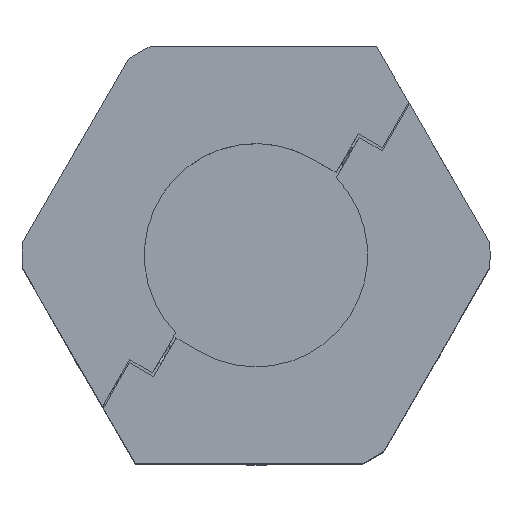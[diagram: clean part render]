
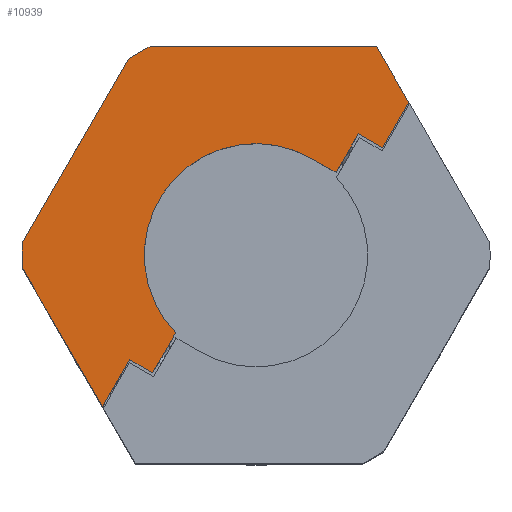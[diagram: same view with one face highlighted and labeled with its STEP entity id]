
A CAD part, top view. The second image highlights one B-rep face of the part: STEP entity #10939.
In plain terms, the highlighted planar face has unit normal (0, 0, 1).
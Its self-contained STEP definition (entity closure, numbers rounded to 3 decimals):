
#100 = CARTESIAN_POINT ( 'NONE',  ( -11., 0., 16. ) ) ;
#647 = CIRCLE ( 'NONE', #35452, 8. ) ;
#1553 = ORIENTED_EDGE ( 'NONE', *, *, #29629, .F. ) ;
#1673 = CARTESIAN_POINT ( 'NONE',  ( 9.154, 14.046, 16. ) ) ;
#1766 = LINE ( 'NONE', #40082, #4109 ) ;
#1820 = EDGE_CURVE ( 'NONE', #29977, #26098, #23761, .T. ) ;
#2115 = CARTESIAN_POINT ( 'NONE',  ( 11.2, -4., 16. ) ) ;
#2126 = EDGE_CURVE ( 'NONE', #13547, #43763, #25667, .T. ) ;
#3970 = VERTEX_POINT ( 'NONE', #51819 ) ;
#4109 = VECTOR ( 'NONE', #40394, 1000. ) ;
#4728 = AXIS2_PLACEMENT_3D ( 'NONE', #22158, #7514, #16868 ) ;
#6576 = ORIENTED_EDGE ( 'NONE', *, *, #51872, .T. ) ;
#7011 = LINE ( 'NONE', #20433, #18720 ) ;
#7062 = EDGE_CURVE ( 'NONE', #17565, #32156, #19346, .T. ) ;
#7260 = LINE ( 'NONE', #21294, #38305 ) ;
#7270 = ORIENTED_EDGE ( 'NONE', *, *, #9122, .F. ) ;
#7483 = ORIENTED_EDGE ( 'NONE', *, *, #7062, .F. ) ;
#7514 = DIRECTION ( 'NONE',  ( 0., 0., 1. ) ) ;
#9122 = EDGE_CURVE ( 'NONE', #43144, #31291, #1766, .T. ) ;
#9780 = PLANE ( 'NONE',  #20172 ) ;
#10164 = VECTOR ( 'NONE', #17947, 1000. ) ;
#10920 = VECTOR ( 'NONE', #29586, 1000. ) ;
#10939 = ADVANCED_FACE ( 'NONE', ( #52439 ), #9780, .T. ) ;
#11739 = CARTESIAN_POINT ( 'NONE',  ( 8., -2., 16. ) ) ;
#12674 = LINE ( 'NONE', #21112, #49845 ) ;
#13547 = VERTEX_POINT ( 'NONE', #11739 ) ;
#14712 = DIRECTION ( 'NONE',  ( -1., 0., 0. ) ) ;
#14977 = CARTESIAN_POINT ( 'NONE',  ( -5.799, 2.2, 16. ) ) ;
#15619 = VERTEX_POINT ( 'NONE', #2115 ) ;
#15720 = DIRECTION ( 'NONE',  ( 0., 1., 0. ) ) ;
#16370 = DIRECTION ( 'NONE',  ( 1., 0., 0. ) ) ;
#16868 = DIRECTION ( 'NONE',  ( 1., 0., 0. ) ) ;
#17203 = ORIENTED_EDGE ( 'NONE', *, *, #27670, .F. ) ;
#17472 = EDGE_CURVE ( 'NONE', #17565, #23287, #32582, .T. ) ;
#17565 = VERTEX_POINT ( 'NONE', #43495 ) ;
#17947 = DIRECTION ( 'NONE',  ( -0.5, 0.866, 0. ) ) ;
#17982 = VECTOR ( 'NONE', #38359, 1000. ) ;
#18508 = ORIENTED_EDGE ( 'NONE', *, *, #2126, .F. ) ;
#18720 = VECTOR ( 'NONE', #21361, 1000. ) ;
#18873 = CARTESIAN_POINT ( 'NONE',  ( 10.072, 12.455, 16. ) ) ;
#19080 = DIRECTION ( 'NONE',  ( 0., 1., 0. ) ) ;
#19346 = LINE ( 'NONE', #38660, #17982 ) ;
#19420 = DIRECTION ( 'NONE',  ( 0., 0., 1. ) ) ;
#19840 = ORIENTED_EDGE ( 'NONE', *, *, #50083, .T. ) ;
#20172 = AXIS2_PLACEMENT_3D ( 'NONE', #43126, #19420, #38437 ) ;
#20382 = VERTEX_POINT ( 'NONE', #44322 ) ;
#20433 = CARTESIAN_POINT ( 'NONE',  ( 0., 4.1, 16. ) ) ;
#21112 = CARTESIAN_POINT ( 'NONE',  ( 7.587, 14.95, 16. ) ) ;
#21294 = CARTESIAN_POINT ( 'NONE',  ( 0., -2., 16. ) ) ;
#21361 = DIRECTION ( 'NONE',  ( -1., 0., 0. ) ) ;
#21894 = EDGE_LOOP ( 'NONE', ( #18508, #1553, #49199, #38766, #7483, #23580, #58977, #6576, #49947, #7270, #17203, #34621, #19840, #34849 ) ) ;
#22158 = CARTESIAN_POINT ( 'NONE',  ( 0., 0., 16. ) ) ;
#23287 = VERTEX_POINT ( 'NONE', #1673 ) ;
#23321 = DIRECTION ( 'NONE',  ( 0., 0., 1. ) ) ;
#23580 = ORIENTED_EDGE ( 'NONE', *, *, #17472, .T. ) ;
#23761 = LINE ( 'NONE', #100, #52507 ) ;
#23806 = CARTESIAN_POINT ( 'NONE',  ( -7.692, 2.2, 16. ) ) ;
#25347 = DIRECTION ( 'NONE',  ( -1., 0., 0. ) ) ;
#25369 = CARTESIAN_POINT ( 'NONE',  ( -14.896, 4.1, 16. ) ) ;
#25667 = LINE ( 'NONE', #58390, #38593 ) ;
#26098 = VERTEX_POINT ( 'NONE', #37288 ) ;
#27670 = EDGE_CURVE ( 'NONE', #26098, #43144, #7011, .T. ) ;
#29586 = DIRECTION ( 'NONE',  ( 1., 0., 0. ) ) ;
#29629 = EDGE_CURVE ( 'NONE', #3970, #13547, #7260, .T. ) ;
#29977 = VERTEX_POINT ( 'NONE', #52090 ) ;
#31291 = VERTEX_POINT ( 'NONE', #60509 ) ;
#31652 = DIRECTION ( 'NONE',  ( -1., 0., 0. ) ) ;
#32156 = VERTEX_POINT ( 'NONE', #45461 ) ;
#32582 = LINE ( 'NONE', #18873, #10164 ) ;
#33074 = LINE ( 'NONE', #56744, #37621 ) ;
#34621 = ORIENTED_EDGE ( 'NONE', *, *, #1820, .F. ) ;
#34849 = ORIENTED_EDGE ( 'NONE', *, *, #59872, .F. ) ;
#35452 = AXIS2_PLACEMENT_3D ( 'NONE', #43246, #23321, #42338 ) ;
#36758 = CARTESIAN_POINT ( 'NONE',  ( 8., 0., 16. ) ) ;
#37288 = CARTESIAN_POINT ( 'NONE',  ( -11., 4.1, 16. ) ) ;
#37520 = VERTEX_POINT ( 'NONE', #43236 ) ;
#37621 = VECTOR ( 'NONE', #47424, 1000. ) ;
#38104 = LINE ( 'NONE', #57091, #47605 ) ;
#38305 = VECTOR ( 'NONE', #25347, 1000. ) ;
#38359 = DIRECTION ( 'NONE',  ( -0.5, -0.866, 0. ) ) ;
#38437 = DIRECTION ( 'NONE',  ( 1., 0., 0. ) ) ;
#38565 = CIRCLE ( 'NONE', #4728, 16.765 ) ;
#38593 = VECTOR ( 'NONE', #15720, 1000. ) ;
#38660 = CARTESIAN_POINT ( 'NONE',  ( 16.741, -0.904, 16. ) ) ;
#38766 = ORIENTED_EDGE ( 'NONE', *, *, #43619, .F. ) ;
#40082 = CARTESIAN_POINT ( 'NONE',  ( -16.741, 0.904, 16. ) ) ;
#40394 = DIRECTION ( 'NONE',  ( 0.5, 0.866, 0. ) ) ;
#42338 = DIRECTION ( 'NONE',  ( 1., 0., 0. ) ) ;
#43126 = CARTESIAN_POINT ( 'NONE',  ( 0., 0., 16. ) ) ;
#43144 = VERTEX_POINT ( 'NONE', #25369 ) ;
#43236 = CARTESIAN_POINT ( 'NONE',  ( -7.587, 14.95, 16. ) ) ;
#43246 = CARTESIAN_POINT ( 'NONE',  ( 0., 0., 16. ) ) ;
#43495 = CARTESIAN_POINT ( 'NONE',  ( 17.263, 0., 16. ) ) ;
#43619 = EDGE_CURVE ( 'NONE', #32156, #15619, #38104, .T. ) ;
#43763 = VERTEX_POINT ( 'NONE', #36758 ) ;
#44322 = CARTESIAN_POINT ( 'NONE',  ( 7.587, 14.95, 16. ) ) ;
#45294 = VERTEX_POINT ( 'NONE', #23806 ) ;
#45461 = CARTESIAN_POINT ( 'NONE',  ( 14.953, -4., 16. ) ) ;
#46798 = EDGE_CURVE ( 'NONE', #15619, #3970, #33074, .T. ) ;
#47424 = DIRECTION ( 'NONE',  ( 0., 1., 0. ) ) ;
#47605 = VECTOR ( 'NONE', #14712, 1000. ) ;
#48632 = LINE ( 'NONE', #14977, #10920 ) ;
#49094 = EDGE_CURVE ( 'NONE', #31291, #37520, #56640, .T. ) ;
#49199 = ORIENTED_EDGE ( 'NONE', *, *, #46798, .F. ) ;
#49845 = VECTOR ( 'NONE', #31652, 1000. ) ;
#49947 = ORIENTED_EDGE ( 'NONE', *, *, #49094, .F. ) ;
#50083 = EDGE_CURVE ( 'NONE', #29977, #45294, #48632, .T. ) ;
#50684 = AXIS2_PLACEMENT_3D ( 'NONE', #54348, #59331, #16370 ) ;
#51819 = CARTESIAN_POINT ( 'NONE',  ( 11.2, -2., 16. ) ) ;
#51872 = EDGE_CURVE ( 'NONE', #20382, #37520, #12674, .T. ) ;
#52090 = CARTESIAN_POINT ( 'NONE',  ( -11., 2.2, 16. ) ) ;
#52439 = FACE_OUTER_BOUND ( 'NONE', #21894, .T. ) ;
#52507 = VECTOR ( 'NONE', #19080, 1000. ) ;
#54348 = CARTESIAN_POINT ( 'NONE',  ( 0., 0., 16. ) ) ;
#56640 = CIRCLE ( 'NONE', #50684, 16.765 ) ;
#56744 = CARTESIAN_POINT ( 'NONE',  ( 11.2, 0., 16. ) ) ;
#57091 = CARTESIAN_POINT ( 'NONE',  ( 0., -4., 16. ) ) ;
#58390 = CARTESIAN_POINT ( 'NONE',  ( 8., 0., 16. ) ) ;
#58977 = ORIENTED_EDGE ( 'NONE', *, *, #60825, .T. ) ;
#59331 = DIRECTION ( 'NONE',  ( 0., 0., -1. ) ) ;
#59872 = EDGE_CURVE ( 'NONE', #43763, #45294, #647, .T. ) ;
#60509 = CARTESIAN_POINT ( 'NONE',  ( -9.154, 14.046, 16. ) ) ;
#60825 = EDGE_CURVE ( 'NONE', #23287, #20382, #38565, .T. ) ;
